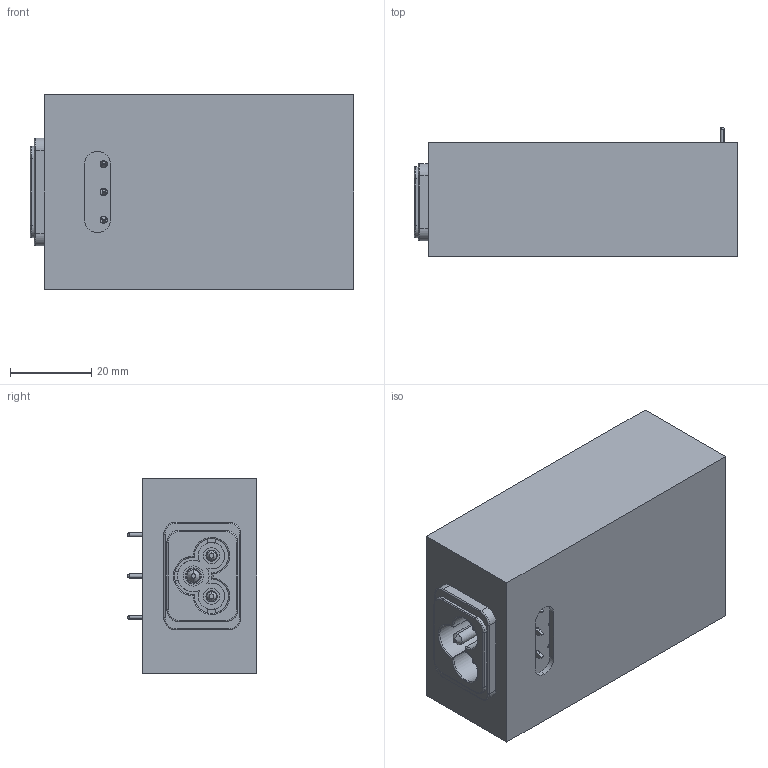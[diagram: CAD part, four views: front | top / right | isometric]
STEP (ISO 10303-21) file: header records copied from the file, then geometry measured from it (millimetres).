
FILE_DESCRIPTION (( 'STEP AP214' ), '1' );
FILE_NAME ('BP32015.STEP', '2022-04-20T15:14:47', ( '' ), ( '' ), 'SwSTEP 2.0', 'SolidWorks 2020', '' );
FILE_SCHEMA (( 'AUTOMOTIVE_DESIGN' ));
Length unit declared in the file: inch
Products named in the file (9): Pin (swage mnt)_.040 x 1.00; Screw 4-40x_25 PHMS_90272A106; schurter 6160_0003_no logo; 321214000a_15W_web model; BP32015; Round Spacer_#4 .25R,.875L; 321214000 assembly_web model BP3; covers_fill hole not shown; 860047935 Rev B_860047936
Assembly tree (12 placements, depth 3):
  BP32015
    860047935 Rev B_860047936
    321214000 assembly_web model BP3
      321214000a_15W_web model
      schurter 6160_0003_no logo
      Pin (swage mnt)_.040 x 1.00  x3
      Round Spacer_#4 .25R,.875L  x2
      Screw 4-40x_25 PHMS_90272A106  x2
    covers_fill hole not shown
Bounding box: 79.69 x 31.8 x 48.01 mm (x, y, z)
Volume: 25211.6 mm3; surface area: 40406.3 mm2
Topology: 11 solids, 11 shells, 812 faces, 2244 edges, 1462 vertices
Faces by surface type: cylinder 455, plane 256, cone 36, torus 30, bspline 19, sphere 16
Entity records: 24100 total; most frequent: CARTESIAN_POINT 5700, DIRECTION 3821, ORIENTED_EDGE 3736, EDGE_CURVE 1868, AXIS2_PLACEMENT_3D 1450, VERTEX_POINT 1221, LINE 921, VECTOR 921
